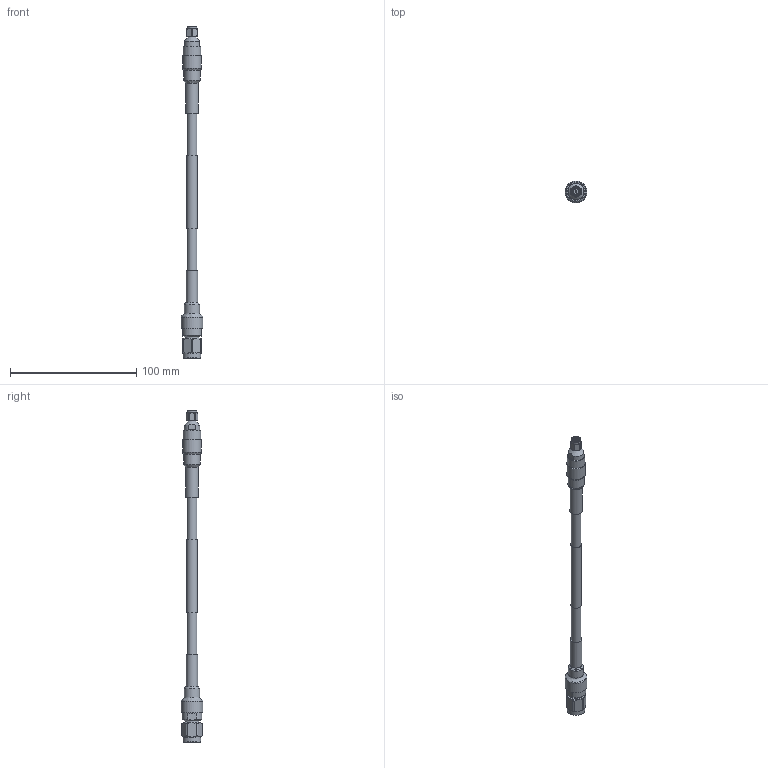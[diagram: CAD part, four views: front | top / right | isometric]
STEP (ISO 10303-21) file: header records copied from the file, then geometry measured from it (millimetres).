
FILE_DESCRIPTION (( 'STEP AP203' ), '1' );
FILE_NAME ('FMHR0227_3D.STEP', '2020-05-21T18:31:47', ( '' ), ( '' ), 'SwSTEP 2.0', 'SolidWorks 2018', '' );
FILE_SCHEMA (( 'CONFIG_CONTROL_DESIGN' ));
Length unit declared in the file: inch
Products named in the file (4): Coax Cable_PE-P300LL; PE44810-4MJR5 ｦ FMCN1183-4MJR5_HeatShrink; FMHR0227_3D; PE45042-4MJR5 ｦ FMCN1185-4MJR5_HeatShrink
Assembly tree (3 placements, depth 2):
  FMHR0227_3D
    Coax Cable_PE-P300LL
    PE45042-4MJR5 ｦ FMCN1185-4MJR5_HeatShrink
    PE44810-4MJR5 ｦ FMCN1183-4MJR5_HeatShrink
Bounding box: 17.27 x 17.27 x 262.49 mm (x, y, z)
Volume: 28072.8 mm3; surface area: 13578.3 mm2
Topology: 4 solids, 4 shells, 138 faces, 326 edges, 215 vertices
Faces by surface type: cylinder 53, plane 53, cone 19, bspline 11, torus 2
Full cylindrical faces by diameter (mm): 0.94 x1, 1.194 x1, 1.372 x1, 1.905 x1, 4.445 x1, 6.05 x1, 6.35 x6, 6.655 x1, 7.62 x2, 7.762 x1, 8.077 x2, 8.636 x1, 9.144 x1, 10.16 x1, 10.389 x1, 11.113 x6, 11.228 x1, 11.913 x1, 12.471 x1, 12.954 x1, 13.741 x1, 14.229 x1, 15.011 x1, 15.748 x1, 17.272 x1
Entity records: 7348 total; most frequent: CARTESIAN_POINT 4389, DIRECTION 514, ORIENTED_EDGE 476, EDGE_CURVE 238, AXIS2_PLACEMENT_3D 232, EDGE_LOOP 194, VERTEX_POINT 188, FACE_OUTER_BOUND 160
